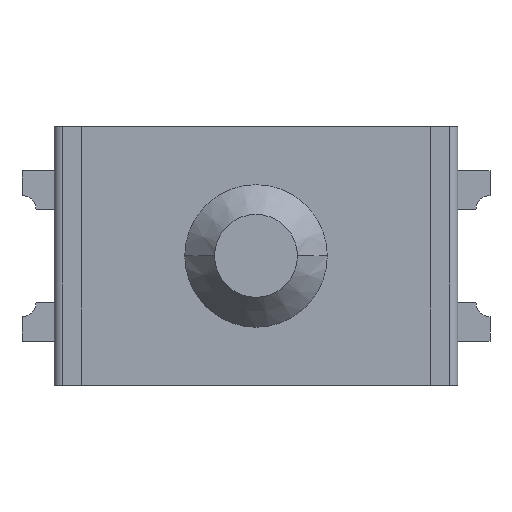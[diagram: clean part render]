
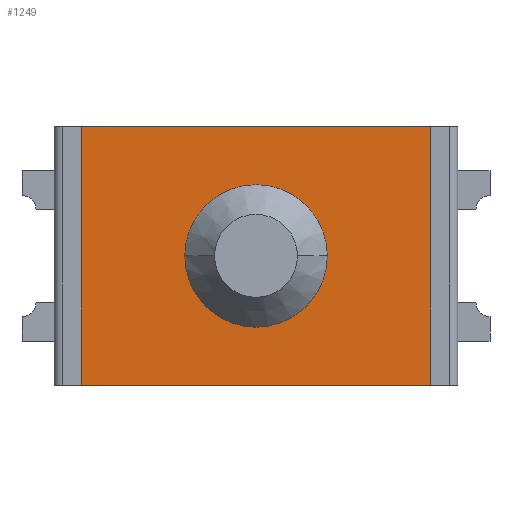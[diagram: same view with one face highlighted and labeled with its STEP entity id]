
A CAD part, top view. The second image highlights one B-rep face of the part: STEP entity #1249.
In plain terms, the highlighted planar face has unit normal (0, 0, 1).
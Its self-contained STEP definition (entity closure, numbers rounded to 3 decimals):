
#39 = EDGE_CURVE ( 'NONE', #2238, #1252, #2009, .T. ) ;
#67 = DIRECTION ( 'NONE',  ( 1., 0., 0. ) ) ;
#71 = CARTESIAN_POINT ( 'NONE',  ( 1.082, -0.8, 0.33 ) ) ;
#77 = LINE ( 'NONE', #691, #1347 ) ;
#188 = EDGE_CURVE ( 'NONE', #2238, #2574, #1538, .T. ) ;
#263 = EDGE_CURVE ( 'NONE', #1252, #843, #77, .T. ) ;
#271 = CARTESIAN_POINT ( 'NONE',  ( -0.441, 0., 0.33 ) ) ;
#292 = CIRCLE ( 'NONE', #832, 0.441 ) ;
#311 = EDGE_CURVE ( 'NONE', #635, #1629, #292, .T. ) ;
#490 = ORIENTED_EDGE ( 'NONE', *, *, #1102, .F. ) ;
#500 = ORIENTED_EDGE ( 'NONE', *, *, #263, .F. ) ;
#531 = DIRECTION ( 'NONE',  ( 1., 0., 0. ) ) ;
#538 = CARTESIAN_POINT ( 'NONE',  ( 0.441, 0., 0.33 ) ) ;
#635 = VERTEX_POINT ( 'NONE', #271 ) ;
#666 = EDGE_LOOP ( 'NONE', ( #490, #2315 ) ) ;
#669 = CARTESIAN_POINT ( 'NONE',  ( 1.082, -0.8, 0.33 ) ) ;
#691 = CARTESIAN_POINT ( 'NONE',  ( 1.082, 0.8, 0.33 ) ) ;
#832 = AXIS2_PLACEMENT_3D ( 'NONE', #1334, #2138, #1138 ) ;
#843 = VERTEX_POINT ( 'NONE', #1795 ) ;
#859 = CARTESIAN_POINT ( 'NONE',  ( -1.082, 0.8, 0.33 ) ) ;
#1021 = EDGE_CURVE ( 'NONE', #2574, #843, #1837, .T. ) ;
#1092 = DIRECTION ( 'NONE',  ( 1., 0., 0. ) ) ;
#1102 = EDGE_CURVE ( 'NONE', #1629, #635, #2339, .T. ) ;
#1110 = DIRECTION ( 'NONE',  ( 0., 0., 1. ) ) ;
#1113 = CARTESIAN_POINT ( 'NONE',  ( 1.082, -0.8, 0.33 ) ) ;
#1124 = DIRECTION ( 'NONE',  ( 1., 0., 0. ) ) ;
#1138 = DIRECTION ( 'NONE',  ( 1., 0., 0. ) ) ;
#1156 = CARTESIAN_POINT ( 'NONE',  ( -1.082, -0.8, 0.33 ) ) ;
#1157 = VECTOR ( 'NONE', #2286, 1000. ) ;
#1214 = VECTOR ( 'NONE', #2023, 1000. ) ;
#1226 = VECTOR ( 'NONE', #67, 1000. ) ;
#1249 = ADVANCED_FACE ( 'NONE', ( #2269, #1447 ), #2259, .T. ) ;
#1252 = VERTEX_POINT ( 'NONE', #859 ) ;
#1334 = CARTESIAN_POINT ( 'NONE',  ( 0., 0., 0.33 ) ) ;
#1347 = VECTOR ( 'NONE', #1124, 1000. ) ;
#1447 = FACE_OUTER_BOUND ( 'NONE', #2647, .T. ) ;
#1538 = LINE ( 'NONE', #1113, #1226 ) ;
#1570 = CARTESIAN_POINT ( 'NONE',  ( 0., 0., 0.33 ) ) ;
#1600 = CARTESIAN_POINT ( 'NONE',  ( -1.082, -0.8, 0.33 ) ) ;
#1629 = VERTEX_POINT ( 'NONE', #538 ) ;
#1740 = AXIS2_PLACEMENT_3D ( 'NONE', #1570, #2596, #531 ) ;
#1745 = ORIENTED_EDGE ( 'NONE', *, *, #1021, .T. ) ;
#1795 = CARTESIAN_POINT ( 'NONE',  ( 1.082, 0.8, 0.33 ) ) ;
#1825 = CARTESIAN_POINT ( 'NONE',  ( 1.082, -0.8, 0.33 ) ) ;
#1837 = LINE ( 'NONE', #1825, #1157 ) ;
#2009 = LINE ( 'NONE', #1600, #1214 ) ;
#2023 = DIRECTION ( 'NONE',  ( 0., 1., 0. ) ) ;
#2138 = DIRECTION ( 'NONE',  ( 0., 0., 1. ) ) ;
#2156 = ORIENTED_EDGE ( 'NONE', *, *, #188, .T. ) ;
#2238 = VERTEX_POINT ( 'NONE', #1156 ) ;
#2259 = PLANE ( 'NONE',  #2481 ) ;
#2269 = FACE_BOUND ( 'NONE', #666, .T. ) ;
#2286 = DIRECTION ( 'NONE',  ( 0., 1., 0. ) ) ;
#2315 = ORIENTED_EDGE ( 'NONE', *, *, #311, .F. ) ;
#2339 = CIRCLE ( 'NONE', #1740, 0.441 ) ;
#2481 = AXIS2_PLACEMENT_3D ( 'NONE', #669, #1110, #1092 ) ;
#2574 = VERTEX_POINT ( 'NONE', #71 ) ;
#2590 = ORIENTED_EDGE ( 'NONE', *, *, #39, .F. ) ;
#2596 = DIRECTION ( 'NONE',  ( 0., 0., 1. ) ) ;
#2647 = EDGE_LOOP ( 'NONE', ( #1745, #500, #2590, #2156 ) ) ;
